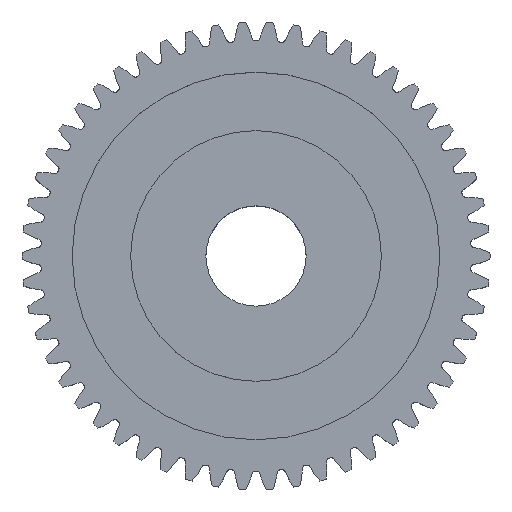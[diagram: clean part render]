
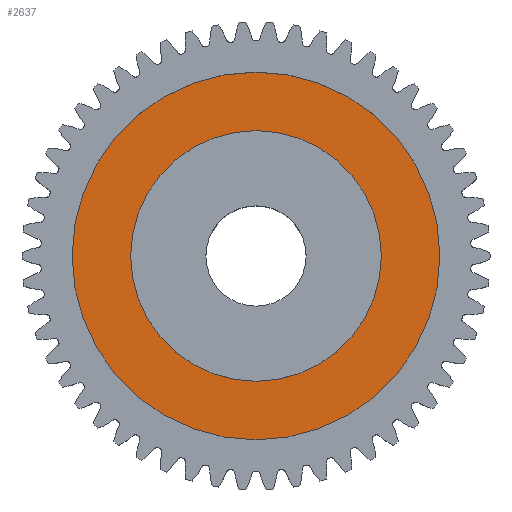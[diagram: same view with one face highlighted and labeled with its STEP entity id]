
A CAD part, top view. The second image highlights one B-rep face of the part: STEP entity #2637.
In plain terms, the highlighted planar face has unit normal (0, 0, 1).
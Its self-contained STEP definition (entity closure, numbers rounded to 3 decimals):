
#2518 = EDGE_CURVE ( 'NONE', #4335, #4329, #3029, .T. ) ;
#2519 = EDGE_LOOP ( 'NONE', ( #2522, #2639 ) ) ;
#2522 = ORIENTED_EDGE ( 'NONE', *, *, #4333, .T. ) ;
#2523 = EDGE_CURVE ( 'NONE', #4442, #4437, #3024, .T. ) ;
#2637 = ADVANCED_FACE ( 'NONE', ( #3191, #3075 ), #3078, .F. ) ;
#2639 = ORIENTED_EDGE ( 'NONE', *, *, #2518, .T. ) ;
#2640 = EDGE_LOOP ( 'NONE', ( #2641, #2642 ) ) ;
#2641 = ORIENTED_EDGE ( 'NONE', *, *, #2523, .F. ) ;
#2642 = ORIENTED_EDGE ( 'NONE', *, *, #4443, .F. ) ;
#3017 = DIRECTION ( 'NONE',  ( -1., 0., 0. ) ) ;
#3018 = DIRECTION ( 'NONE',  ( 0., 0., -1. ) ) ;
#3019 = CARTESIAN_POINT ( 'NONE',  ( 0., 0., 2.5 ) ) ;
#3024 = CIRCLE ( 'NONE', #3161, 11. ) ;
#3026 = DIRECTION ( 'NONE',  ( -1., 0., 0. ) ) ;
#3027 = DIRECTION ( 'NONE',  ( 0., 0., -1. ) ) ;
#3028 = AXIS2_PLACEMENT_3D ( 'NONE', #3166, #3027, #3026 ) ;
#3029 = CIRCLE ( 'NONE', #3028, 7.5 ) ;
#3068 = DIRECTION ( 'NONE',  ( -1., 0., 0. ) ) ;
#3069 = DIRECTION ( 'NONE',  ( 0., 0., -1. ) ) ;
#3070 = CARTESIAN_POINT ( 'NONE',  ( 0., 0., 2.5 ) ) ;
#3075 = FACE_OUTER_BOUND ( 'NONE', #2640, .T. ) ;
#3078 = PLANE ( 'NONE',  #3208 ) ;
#3161 = AXIS2_PLACEMENT_3D ( 'NONE', #3019, #3018, #3017 ) ;
#3166 = CARTESIAN_POINT ( 'NONE',  ( 0., 0., 2.5 ) ) ;
#3191 = FACE_BOUND ( 'NONE', #2519, .T. ) ;
#3208 = AXIS2_PLACEMENT_3D ( 'NONE', #3070, #3069, #3068 ) ;
#4329 = VERTEX_POINT ( 'NONE', #8670 ) ;
#4333 = EDGE_CURVE ( 'NONE', #4329, #4335, #8669, .T. ) ;
#4335 = VERTEX_POINT ( 'NONE', #8658 ) ;
#4437 = VERTEX_POINT ( 'NONE', #8940 ) ;
#4442 = VERTEX_POINT ( 'NONE', #8979 ) ;
#4443 = EDGE_CURVE ( 'NONE', #4437, #4442, #8980, .T. ) ;
#8655 = DIRECTION ( 'NONE',  ( -1., 0., 0. ) ) ;
#8656 = DIRECTION ( 'NONE',  ( 0., 0., -1. ) ) ;
#8658 = CARTESIAN_POINT ( 'NONE',  ( 7.5, 0., 2.5 ) ) ;
#8663 = AXIS2_PLACEMENT_3D ( 'NONE', #8676, #8656, #8655 ) ;
#8669 = CIRCLE ( 'NONE', #8663, 7.5 ) ;
#8670 = CARTESIAN_POINT ( 'NONE',  ( -7.5, 0., 2.5 ) ) ;
#8676 = CARTESIAN_POINT ( 'NONE',  ( 0., 0., 2.5 ) ) ;
#8899 = DIRECTION ( 'NONE',  ( -1., 0., 0. ) ) ;
#8900 = DIRECTION ( 'NONE',  ( 0., 0., -1. ) ) ;
#8901 = AXIS2_PLACEMENT_3D ( 'NONE', #8973, #8900, #8899 ) ;
#8940 = CARTESIAN_POINT ( 'NONE',  ( 11., 0., 2.5 ) ) ;
#8973 = CARTESIAN_POINT ( 'NONE',  ( 0., 0., 2.5 ) ) ;
#8979 = CARTESIAN_POINT ( 'NONE',  ( -11., 0., 2.5 ) ) ;
#8980 = CIRCLE ( 'NONE', #8901, 11. ) ;
